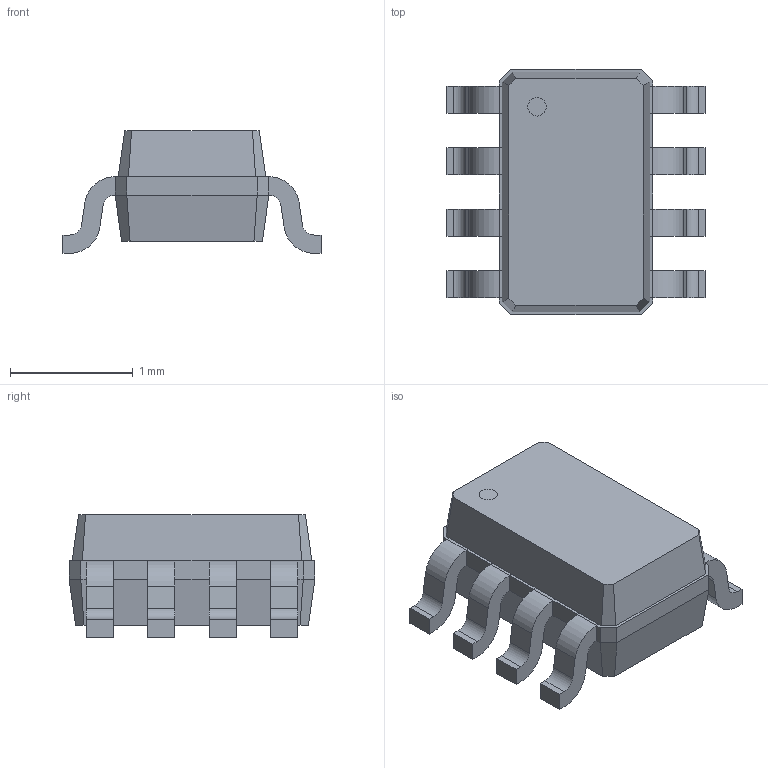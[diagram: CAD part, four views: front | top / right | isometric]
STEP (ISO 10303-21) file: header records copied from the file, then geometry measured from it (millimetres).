
FILE_DESCRIPTION(/* description */ ('model of SC-70-8'),/* implementation_level */ '2;1');
FILE_NAME(/* name */ 'SC-70-8.step',/* time_stamp */ '1970-01-01T00:00:00',/* author */ ('KiCAD','kicad'),/* organization */ ('OCCT'),/* preprocessor_version */ '',/* originating_system */ 'KiCAD',/* authorisation */ '');
FILE_SCHEMA(('AUTOMOTIVE_DESIGN { 1 0 10303 214 1 1 1 1 }'));
Length unit declared in the file: millimetre
Products named in the file (1): SC-70-8
Bounding box: 2.1 x 2 x 1 mm (x, y, z)
Volume: 2.2 mm3; surface area: 14.1 mm2
Topology: 1 solids, 1 shells, 139 faces, 353 edges, 217 vertices
Faces by surface type: plane 91, cylinder 32, bspline 16
Entity records: 2725 total; most frequent: ORIENTED_EDGE 610, EDGE_CURVE 353, CARTESIAN_POINT 284, LINE 232, VERTEX_POINT 217, AXIS2_PLACEMENT_3D 166, FACE_BOUND 140, EDGE_LOOP 140
